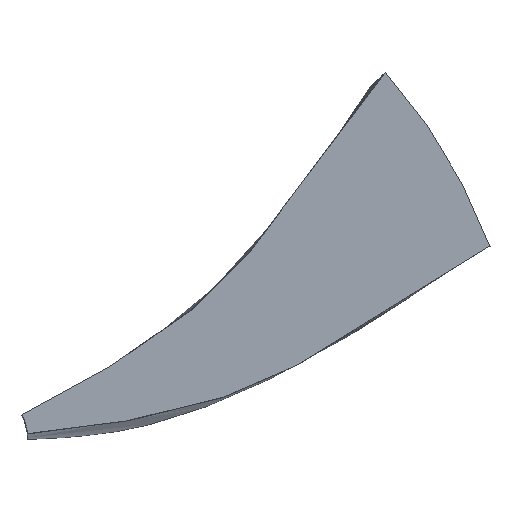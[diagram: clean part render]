
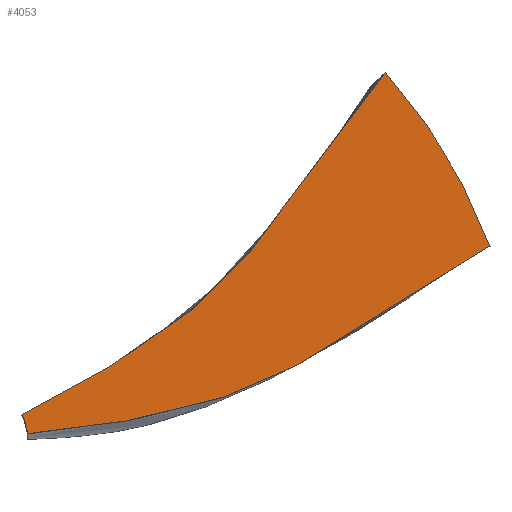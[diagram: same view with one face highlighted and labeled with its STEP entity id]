
A CAD part, top view. The second image highlights one B-rep face of the part: STEP entity #4053.
In plain terms, the highlighted planar face has unit normal (0, 0, 1).
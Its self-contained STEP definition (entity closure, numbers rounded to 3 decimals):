
#4053 = ADVANCED_FACE('',(#4054),#4083,.F.);
#4054 = FACE_BOUND('',#4055,.T.);
#4055 = EDGE_LOOP('',(#4056,#4109,#4131,#4189));
#4056 = ORIENTED_EDGE('',*,*,#4057,.T.);
#4057 = EDGE_CURVE('',#4058,#4060,#4062,.T.);
#4058 = VERTEX_POINT('',#4059);
#4059 = CARTESIAN_POINT('',(389.297,346.382,900.));
#4060 = VERTEX_POINT('',#4061);
#4061 = CARTESIAN_POINT('',(45.961,23.316,900.));
#4062 = SURFACE_CURVE('',#4063,(#4082),.PCURVE_S1.);
#4063 = B_SPLINE_CURVE_WITH_KNOTS('',5,(#4064,#4065,#4066,#4067,#4068,
    #4069,#4070,#4071,#4072,#4073,#4074,#4075,#4076,#4077,#4078,#4079,
    #4080,#4081),.UNSPECIFIED.,.F.,.F.,(6,3,3,3,3,6),(0.,107.35,
    211.274,372.669,552.323,676.899),
  .UNSPECIFIED.);
#4064 = CARTESIAN_POINT('',(389.297,346.382,900.));
#4065 = CARTESIAN_POINT('',(380.239,334.292,900.));
#4066 = CARTESIAN_POINT('',(371.21,322.16,900.));
#4067 = CARTESIAN_POINT('',(362.14,309.876,900.));
#4068 = CARTESIAN_POINT('',(344.498,285.819,900.));
#4069 = CARTESIAN_POINT('',(326.893,261.667,900.));
#4070 = CARTESIAN_POINT('',(318.151,249.682,900.));
#4071 = CARTESIAN_POINT('',(295.884,219.417,900.));
#4072 = CARTESIAN_POINT('',(272.799,189.801,900.));
#4073 = CARTESIAN_POINT('',(258.161,172.249,900.));
#4074 = CARTESIAN_POINT('',(225.234,137.129,900.));
#4075 = CARTESIAN_POINT('',(188.043,106.534,900.));
#4076 = CARTESIAN_POINT('',(167.268,91.818,900.));
#4077 = CARTESIAN_POINT('',(130.793,68.747,900.));
#4078 = CARTESIAN_POINT('',(92.939,47.84,900.));
#4079 = CARTESIAN_POINT('',(77.328,39.544,900.));
#4080 = CARTESIAN_POINT('',(61.651,31.379,900.));
#4081 = CARTESIAN_POINT('',(45.961,23.316,900.));
#4082 = PCURVE('',#4083,#4088);
#4083 = PLANE('',#4084);
#4084 = AXIS2_PLACEMENT_3D('',#4085,#4086,#4087);
#4085 = CARTESIAN_POINT('',(0.,0.,900.));
#4086 = DIRECTION('',(0.,0.,-1.));
#4087 = DIRECTION('',(1.,0.,0.));
#4088 = DEFINITIONAL_REPRESENTATION('',(#4089),#4108);
#4089 = B_SPLINE_CURVE_WITH_KNOTS('',5,(#4090,#4091,#4092,#4093,#4094,
    #4095,#4096,#4097,#4098,#4099,#4100,#4101,#4102,#4103,#4104,#4105,
    #4106,#4107),.UNSPECIFIED.,.F.,.F.,(6,3,3,3,3,6),(0.,107.35,
    211.274,372.669,552.323,676.899),
  .UNSPECIFIED.);
#4090 = CARTESIAN_POINT('',(389.297,-346.382));
#4091 = CARTESIAN_POINT('',(380.239,-334.292));
#4092 = CARTESIAN_POINT('',(371.21,-322.16));
#4093 = CARTESIAN_POINT('',(362.14,-309.876));
#4094 = CARTESIAN_POINT('',(344.498,-285.819));
#4095 = CARTESIAN_POINT('',(326.893,-261.667));
#4096 = CARTESIAN_POINT('',(318.151,-249.682));
#4097 = CARTESIAN_POINT('',(295.884,-219.417));
#4098 = CARTESIAN_POINT('',(272.799,-189.801));
#4099 = CARTESIAN_POINT('',(258.161,-172.249));
#4100 = CARTESIAN_POINT('',(225.234,-137.129));
#4101 = CARTESIAN_POINT('',(188.043,-106.534));
#4102 = CARTESIAN_POINT('',(167.268,-91.818));
#4103 = CARTESIAN_POINT('',(130.793,-68.747));
#4104 = CARTESIAN_POINT('',(92.939,-47.84));
#4105 = CARTESIAN_POINT('',(77.328,-39.544));
#4106 = CARTESIAN_POINT('',(61.651,-31.379));
#4107 = CARTESIAN_POINT('',(45.961,-23.316));
#4108 = ( GEOMETRIC_REPRESENTATION_CONTEXT(2) 
PARAMETRIC_REPRESENTATION_CONTEXT() REPRESENTATION_CONTEXT('2D SPACE',''
  ) );
#4109 = ORIENTED_EDGE('',*,*,#4110,.F.);
#4110 = EDGE_CURVE('',#4111,#4060,#4113,.T.);
#4111 = VERTEX_POINT('',#4112);
#4112 = CARTESIAN_POINT('',(51.28,5.138,900.));
#4113 = SURFACE_CURVE('',#4114,(#4121),.PCURVE_S1.);
#4114 = B_SPLINE_CURVE_WITH_KNOTS('',5,(#4115,#4116,#4117,#4118,#4119,
    #4120),.UNSPECIFIED.,.F.,.F.,(6,6),(0.,26.938),
  .PIECEWISE_BEZIER_KNOTS.);
#4115 = CARTESIAN_POINT('',(51.28,5.138,900.));
#4116 = CARTESIAN_POINT('',(50.9,8.929,900.));
#4117 = CARTESIAN_POINT('',(50.17,12.684,900.));
#4118 = CARTESIAN_POINT('',(49.094,16.362,900.));
#4119 = CARTESIAN_POINT('',(47.685,19.918,900.));
#4120 = CARTESIAN_POINT('',(45.961,23.316,900.));
#4121 = PCURVE('',#4083,#4122);
#4122 = DEFINITIONAL_REPRESENTATION('',(#4123),#4130);
#4123 = B_SPLINE_CURVE_WITH_KNOTS('',5,(#4124,#4125,#4126,#4127,#4128,
    #4129),.UNSPECIFIED.,.F.,.F.,(6,6),(0.,26.938),
  .PIECEWISE_BEZIER_KNOTS.);
#4124 = CARTESIAN_POINT('',(51.28,-5.138));
#4125 = CARTESIAN_POINT('',(50.9,-8.929));
#4126 = CARTESIAN_POINT('',(50.17,-12.684));
#4127 = CARTESIAN_POINT('',(49.094,-16.362));
#4128 = CARTESIAN_POINT('',(47.685,-19.918));
#4129 = CARTESIAN_POINT('',(45.961,-23.316));
#4130 = ( GEOMETRIC_REPRESENTATION_CONTEXT(2) 
PARAMETRIC_REPRESENTATION_CONTEXT() REPRESENTATION_CONTEXT('2D SPACE',''
  ) );
#4131 = ORIENTED_EDGE('',*,*,#4132,.F.);
#4132 = EDGE_CURVE('',#4133,#4111,#4135,.T.);
#4133 = VERTEX_POINT('',#4134);
#4134 = CARTESIAN_POINT('',(488.136,182.361,900.));
#4135 = SURFACE_CURVE('',#4136,(#4161),.PCURVE_S1.);
#4136 = B_SPLINE_CURVE_WITH_KNOTS('',5,(#4137,#4138,#4139,#4140,#4141,
    #4142,#4143,#4144,#4145,#4146,#4147,#4148,#4149,#4150,#4151,#4152,
    #4153,#4154,#4155,#4156,#4157,#4158,#4159,#4160),.UNSPECIFIED.,.F.,
  .F.,(6,3,3,3,3,3,3,6),(0.,182.13,224.373,334.967,
    387.742,488.243,562.843,677.257),
  .UNSPECIFIED.);
#4137 = CARTESIAN_POINT('',(488.136,182.361,900.));
#4138 = CARTESIAN_POINT('',(466.315,168.737,900.));
#4139 = CARTESIAN_POINT('',(444.558,154.974,900.));
#4140 = CARTESIAN_POINT('',(422.952,141.13,900.));
#4141 = CARTESIAN_POINT('',(396.327,123.857,900.));
#4142 = CARTESIAN_POINT('',(369.484,106.917,900.));
#4143 = CARTESIAN_POINT('',(364.42,103.743,900.));
#4144 = CARTESIAN_POINT('',(346.049,92.34,900.));
#4145 = CARTESIAN_POINT('',(327.456,81.302,900.));
#4146 = CARTESIAN_POINT('',(313.815,73.612,900.));
#4147 = CARTESIAN_POINT('',(293.325,62.927,900.));
#4148 = CARTESIAN_POINT('',(272.282,53.428,900.));
#4149 = CARTESIAN_POINT('',(265.428,50.494,900.));
#4150 = CARTESIAN_POINT('',(245.347,42.374,900.));
#4151 = CARTESIAN_POINT('',(224.813,35.444,900.));
#4152 = CARTESIAN_POINT('',(211.178,31.422,900.));
#4153 = CARTESIAN_POINT('',(187.191,25.242,900.));
#4154 = CARTESIAN_POINT('',(162.904,20.31,900.));
#4155 = CARTESIAN_POINT('',(152.51,18.408,900.));
#4156 = CARTESIAN_POINT('',(126.112,14.018,900.));
#4157 = CARTESIAN_POINT('',(99.57,10.517,900.));
#4158 = CARTESIAN_POINT('',(83.475,8.616,900.));
#4159 = CARTESIAN_POINT('',(67.377,6.836,900.));
#4160 = CARTESIAN_POINT('',(51.28,5.138,900.));
#4161 = PCURVE('',#4083,#4162);
#4162 = DEFINITIONAL_REPRESENTATION('',(#4163),#4188);
#4163 = B_SPLINE_CURVE_WITH_KNOTS('',5,(#4164,#4165,#4166,#4167,#4168,
    #4169,#4170,#4171,#4172,#4173,#4174,#4175,#4176,#4177,#4178,#4179,
    #4180,#4181,#4182,#4183,#4184,#4185,#4186,#4187),.UNSPECIFIED.,.F.,
  .F.,(6,3,3,3,3,3,3,6),(0.,182.13,224.373,334.967,
    387.742,488.243,562.843,677.257),
  .UNSPECIFIED.);
#4164 = CARTESIAN_POINT('',(488.136,-182.361));
#4165 = CARTESIAN_POINT('',(466.315,-168.737));
#4166 = CARTESIAN_POINT('',(444.558,-154.974));
#4167 = CARTESIAN_POINT('',(422.952,-141.13));
#4168 = CARTESIAN_POINT('',(396.327,-123.857));
#4169 = CARTESIAN_POINT('',(369.484,-106.917));
#4170 = CARTESIAN_POINT('',(364.42,-103.743));
#4171 = CARTESIAN_POINT('',(346.049,-92.34));
#4172 = CARTESIAN_POINT('',(327.456,-81.302));
#4173 = CARTESIAN_POINT('',(313.815,-73.612));
#4174 = CARTESIAN_POINT('',(293.325,-62.927));
#4175 = CARTESIAN_POINT('',(272.282,-53.428));
#4176 = CARTESIAN_POINT('',(265.428,-50.494));
#4177 = CARTESIAN_POINT('',(245.347,-42.374));
#4178 = CARTESIAN_POINT('',(224.813,-35.444));
#4179 = CARTESIAN_POINT('',(211.178,-31.422));
#4180 = CARTESIAN_POINT('',(187.191,-25.242));
#4181 = CARTESIAN_POINT('',(162.904,-20.31));
#4182 = CARTESIAN_POINT('',(152.51,-18.408));
#4183 = CARTESIAN_POINT('',(126.112,-14.018));
#4184 = CARTESIAN_POINT('',(99.57,-10.517));
#4185 = CARTESIAN_POINT('',(83.475,-8.616));
#4186 = CARTESIAN_POINT('',(67.377,-6.836));
#4187 = CARTESIAN_POINT('',(51.28,-5.138));
#4188 = ( GEOMETRIC_REPRESENTATION_CONTEXT(2) 
PARAMETRIC_REPRESENTATION_CONTEXT() REPRESENTATION_CONTEXT('2D SPACE',''
  ) );
#4189 = ORIENTED_EDGE('',*,*,#4190,.T.);
#4190 = EDGE_CURVE('',#4133,#4058,#4191,.T.);
#4191 = SURFACE_CURVE('',#4192,(#4199),.PCURVE_S1.);
#4192 = B_SPLINE_CURVE_WITH_KNOTS('',5,(#4193,#4194,#4195,#4196,#4197,
    #4198),.UNSPECIFIED.,.F.,.F.,(6,6),(0.,272.368),
  .PIECEWISE_BEZIER_KNOTS.);
#4193 = CARTESIAN_POINT('',(488.136,182.361,900.));
#4194 = CARTESIAN_POINT('',(474.656,218.444,900.));
#4195 = CARTESIAN_POINT('',(457.842,253.281,900.));
#4196 = CARTESIAN_POINT('',(437.847,286.463,900.));
#4197 = CARTESIAN_POINT('',(414.902,317.605,900.));
#4198 = CARTESIAN_POINT('',(389.297,346.382,900.));
#4199 = PCURVE('',#4083,#4200);
#4200 = DEFINITIONAL_REPRESENTATION('',(#4201),#4208);
#4201 = B_SPLINE_CURVE_WITH_KNOTS('',5,(#4202,#4203,#4204,#4205,#4206,
    #4207),.UNSPECIFIED.,.F.,.F.,(6,6),(0.,272.368),
  .PIECEWISE_BEZIER_KNOTS.);
#4202 = CARTESIAN_POINT('',(488.136,-182.361));
#4203 = CARTESIAN_POINT('',(474.656,-218.444));
#4204 = CARTESIAN_POINT('',(457.842,-253.281));
#4205 = CARTESIAN_POINT('',(437.847,-286.463));
#4206 = CARTESIAN_POINT('',(414.902,-317.605));
#4207 = CARTESIAN_POINT('',(389.297,-346.382));
#4208 = ( GEOMETRIC_REPRESENTATION_CONTEXT(2) 
PARAMETRIC_REPRESENTATION_CONTEXT() REPRESENTATION_CONTEXT('2D SPACE',''
  ) );
